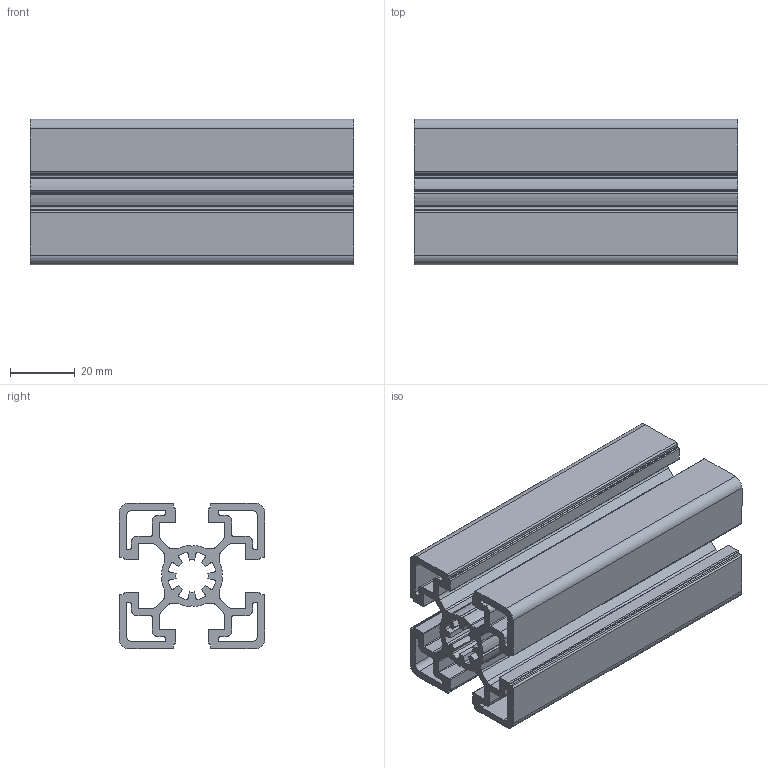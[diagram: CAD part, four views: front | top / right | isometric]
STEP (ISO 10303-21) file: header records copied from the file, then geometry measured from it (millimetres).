
FILE_DESCRIPTION (( 'STEP AP214' ), '1' );
FILE_NAME ('084.105.018.STEP', '2020-07-23T08:04:01', ( '' ), ( '' ), 'SwSTEP 2.0', 'SolidWorks 2018', '' );
FILE_SCHEMA (( 'AUTOMOTIVE_DESIGN' ));
Length unit declared in the file: millimetre
Products named in the file (1): 084.105.018
Bounding box: 100 x 45 x 45 mm (x, y, z)
Volume: 75044.9 mm3; surface area: 62132.1 mm2
Topology: 1 solids, 1 shells, 268 faces, 798 edges, 532 vertices
Faces by surface type: cylinder 154, plane 114
Entity records: 9164 total; most frequent: DIRECTION 1644, CARTESIAN_POINT 1599, ORIENTED_EDGE 1596, EDGE_CURVE 798, AXIS2_PLACEMENT_3D 577, VERTEX_POINT 532, LINE 490, VECTOR 490
